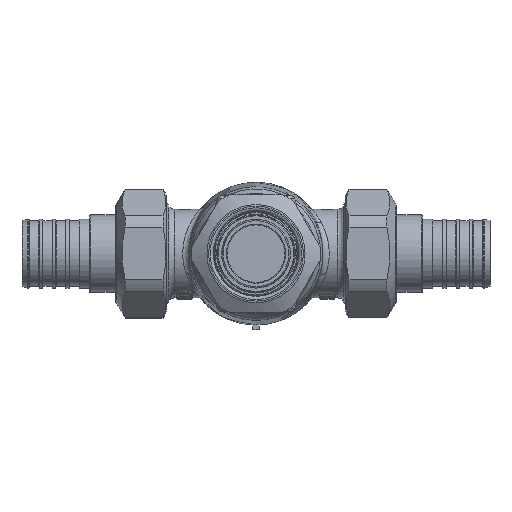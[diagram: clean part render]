
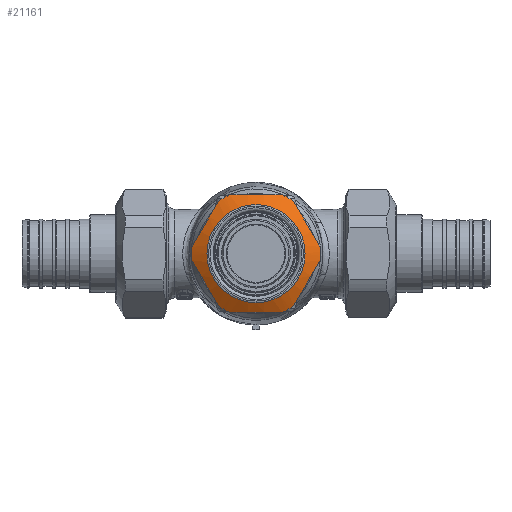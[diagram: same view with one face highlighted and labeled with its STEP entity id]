
A CAD part, front view. The second image highlights one B-rep face of the part: STEP entity #21161.
In plain terms, the highlighted conical face has half-angle 60 degrees and reference radius 17.78 mm.
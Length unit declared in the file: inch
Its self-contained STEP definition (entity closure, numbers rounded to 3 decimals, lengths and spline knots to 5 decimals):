
#37=(
BOUNDED_CURVE()
B_SPLINE_CURVE(2,(#75739,#75740,#75741),.UNSPECIFIED.,.F.,.F.)
B_SPLINE_CURVE_WITH_KNOTS((3,3),(0.,1.67512),.UNSPECIFIED.)
CURVE()
GEOMETRIC_REPRESENTATION_ITEM()
RATIONAL_B_SPLINE_CURVE((1.,1.096,1.))
REPRESENTATION_ITEM('')
);
#38=(
BOUNDED_CURVE()
B_SPLINE_CURVE(2,(#75745,#75746,#75747),.UNSPECIFIED.,.F.,.F.)
B_SPLINE_CURVE_WITH_KNOTS((3,3),(0.,1.67512),.UNSPECIFIED.)
CURVE()
GEOMETRIC_REPRESENTATION_ITEM()
RATIONAL_B_SPLINE_CURVE((1.,1.096,1.))
REPRESENTATION_ITEM('')
);
#39=(
BOUNDED_CURVE()
B_SPLINE_CURVE(2,(#75751,#75752,#75753),.UNSPECIFIED.,.F.,.F.)
B_SPLINE_CURVE_WITH_KNOTS((3,3),(0.,1.67512),.UNSPECIFIED.)
CURVE()
GEOMETRIC_REPRESENTATION_ITEM()
RATIONAL_B_SPLINE_CURVE((1.,1.096,1.))
REPRESENTATION_ITEM('')
);
#40=(
BOUNDED_CURVE()
B_SPLINE_CURVE(2,(#75757,#75758,#75759),.UNSPECIFIED.,.F.,.F.)
B_SPLINE_CURVE_WITH_KNOTS((3,3),(0.,1.67512),.UNSPECIFIED.)
CURVE()
GEOMETRIC_REPRESENTATION_ITEM()
RATIONAL_B_SPLINE_CURVE((1.,1.096,1.))
REPRESENTATION_ITEM('')
);
#41=(
BOUNDED_CURVE()
B_SPLINE_CURVE(2,(#75763,#75764,#75765),.UNSPECIFIED.,.F.,.F.)
B_SPLINE_CURVE_WITH_KNOTS((3,3),(0.,1.67512),.UNSPECIFIED.)
CURVE()
GEOMETRIC_REPRESENTATION_ITEM()
RATIONAL_B_SPLINE_CURVE((1.,1.096,1.))
REPRESENTATION_ITEM('')
);
#42=(
BOUNDED_CURVE()
B_SPLINE_CURVE(2,(#75769,#75770,#75771),.UNSPECIFIED.,.F.,.F.)
B_SPLINE_CURVE_WITH_KNOTS((3,3),(0.,1.67512),.UNSPECIFIED.)
CURVE()
GEOMETRIC_REPRESENTATION_ITEM()
RATIONAL_B_SPLINE_CURVE((1.,1.096,1.))
REPRESENTATION_ITEM('')
);
#1050=CONICAL_SURFACE('',#23269,0.7,1.047);
#2484=FACE_OUTER_BOUND('',#3862,.T.);
#3862=EDGE_LOOP('',(#17618,#17619,#17620,#17621,#17622,#17623,#17624,#17625,
#17626,#17627,#17628,#17629,#17630,#17631,#17632,#17633));
#5084=CIRCLE('',#23266,0.60928);
#5086=CIRCLE('',#23270,0.8);
#5087=CIRCLE('',#23271,0.8);
#5088=CIRCLE('',#23272,0.8);
#5089=CIRCLE('',#23273,0.8);
#5090=CIRCLE('',#23274,0.8);
#5091=CIRCLE('',#23275,0.8);
#5092=CIRCLE('',#23276,0.8);
#6076=LINE('',#75735,#6923);
#6923=VECTOR('',#28272,0.7);
#9125=VERTEX_POINT('',#75727);
#9127=VERTEX_POINT('',#75734);
#9128=VERTEX_POINT('',#75736);
#9129=VERTEX_POINT('',#75738);
#9130=VERTEX_POINT('',#75742);
#9131=VERTEX_POINT('',#75744);
#9132=VERTEX_POINT('',#75748);
#9133=VERTEX_POINT('',#75750);
#9134=VERTEX_POINT('',#75754);
#9135=VERTEX_POINT('',#75756);
#9136=VERTEX_POINT('',#75760);
#9137=VERTEX_POINT('',#75762);
#9138=VERTEX_POINT('',#75766);
#9139=VERTEX_POINT('',#75768);
#11983=EDGE_CURVE('',#9125,#9125,#5084,.T.);
#11985=EDGE_CURVE('',#9125,#9127,#6076,.T.);
#11986=EDGE_CURVE('',#9128,#9127,#5086,.T.);
#11987=EDGE_CURVE('',#9129,#9128,#37,.T.);
#11988=EDGE_CURVE('',#9130,#9129,#5087,.T.);
#11989=EDGE_CURVE('',#9131,#9130,#38,.T.);
#11990=EDGE_CURVE('',#9132,#9131,#5088,.T.);
#11991=EDGE_CURVE('',#9133,#9132,#39,.T.);
#11992=EDGE_CURVE('',#9134,#9133,#5089,.T.);
#11993=EDGE_CURVE('',#9135,#9134,#40,.T.);
#11994=EDGE_CURVE('',#9136,#9135,#5090,.T.);
#11995=EDGE_CURVE('',#9137,#9136,#41,.T.);
#11996=EDGE_CURVE('',#9138,#9137,#5091,.T.);
#11997=EDGE_CURVE('',#9139,#9138,#42,.T.);
#11998=EDGE_CURVE('',#9127,#9139,#5092,.T.);
#17618=ORIENTED_EDGE('',*,*,#11983,.F.);
#17619=ORIENTED_EDGE('',*,*,#11985,.T.);
#17620=ORIENTED_EDGE('',*,*,#11986,.F.);
#17621=ORIENTED_EDGE('',*,*,#11987,.F.);
#17622=ORIENTED_EDGE('',*,*,#11988,.F.);
#17623=ORIENTED_EDGE('',*,*,#11989,.F.);
#17624=ORIENTED_EDGE('',*,*,#11990,.F.);
#17625=ORIENTED_EDGE('',*,*,#11991,.F.);
#17626=ORIENTED_EDGE('',*,*,#11992,.F.);
#17627=ORIENTED_EDGE('',*,*,#11993,.F.);
#17628=ORIENTED_EDGE('',*,*,#11994,.F.);
#17629=ORIENTED_EDGE('',*,*,#11995,.F.);
#17630=ORIENTED_EDGE('',*,*,#11996,.F.);
#17631=ORIENTED_EDGE('',*,*,#11997,.F.);
#17632=ORIENTED_EDGE('',*,*,#11998,.F.);
#17633=ORIENTED_EDGE('',*,*,#11985,.F.);
#21161=ADVANCED_FACE('',(#2484),#1050,.T.);
#23266=AXIS2_PLACEMENT_3D('',#75729,#28264,#28265);
#23269=AXIS2_PLACEMENT_3D('',#75733,#28270,#28271);
#23270=AXIS2_PLACEMENT_3D('',#75737,#28273,#28274);
#23271=AXIS2_PLACEMENT_3D('',#75743,#28275,#28276);
#23272=AXIS2_PLACEMENT_3D('',#75749,#28277,#28278);
#23273=AXIS2_PLACEMENT_3D('',#75755,#28279,#28280);
#23274=AXIS2_PLACEMENT_3D('',#75761,#28281,#28282);
#23275=AXIS2_PLACEMENT_3D('',#75767,#28283,#28284);
#23276=AXIS2_PLACEMENT_3D('',#75772,#28285,#28286);
#28264=DIRECTION('center_axis',(0.,-1.,0.));
#28265=DIRECTION('ref_axis',(-1.,0.,0.));
#28270=DIRECTION('center_axis',(0.,1.,0.));
#28271=DIRECTION('ref_axis',(1.,0.,0.));
#28272=DIRECTION('',(-0.866,0.5,0.));
#28273=DIRECTION('center_axis',(0.,1.,0.));
#28274=DIRECTION('ref_axis',(-1.,0.,0.));
#28275=DIRECTION('center_axis',(0.,1.,0.));
#28276=DIRECTION('ref_axis',(-1.,0.,0.));
#28277=DIRECTION('center_axis',(0.,1.,0.));
#28278=DIRECTION('ref_axis',(-1.,0.,0.));
#28279=DIRECTION('center_axis',(0.,1.,0.));
#28280=DIRECTION('ref_axis',(-1.,0.,0.));
#28281=DIRECTION('center_axis',(0.,1.,0.));
#28282=DIRECTION('ref_axis',(-1.,0.,0.));
#28283=DIRECTION('center_axis',(0.,1.,0.));
#28284=DIRECTION('ref_axis',(-1.,0.,0.));
#28285=DIRECTION('center_axis',(0.,1.,0.));
#28286=DIRECTION('ref_axis',(-1.,0.,0.));
#75727=CARTESIAN_POINT('',(-0.60928,-2.50437,0.));
#75729=CARTESIAN_POINT('Origin',(0.,-2.50437,
0.));
#75733=CARTESIAN_POINT('Origin',(0.,-2.45199,
0.));
#75734=CARTESIAN_POINT('',(-0.8,-2.39425,0.));
#75735=CARTESIAN_POINT('',(-0.7,-2.45199,0.));
#75736=CARTESIAN_POINT('',(-0.79583,-2.39425,-0.08158));
#75737=CARTESIAN_POINT('Origin',(0.,-2.39425,
0.));
#75738=CARTESIAN_POINT('',(-0.46857,-2.39425,-0.64842));
#75739=CARTESIAN_POINT('Ctrl Pts',(-0.46857,-2.39425,
-0.64842));
#75740=CARTESIAN_POINT('Ctrl Pts',(-0.6322,-2.47155,
-0.365));
#75741=CARTESIAN_POINT('Ctrl Pts',(-0.79583,-2.39425,
-0.08158));
#75742=CARTESIAN_POINT('',(-0.32726,-2.39425,-0.73));
#75743=CARTESIAN_POINT('Origin',(0.,-2.39425,
0.));
#75744=CARTESIAN_POINT('',(0.32726,-2.39425,-0.73));
#75745=CARTESIAN_POINT('Ctrl Pts',(0.32726,-2.39425,
-0.73));
#75746=CARTESIAN_POINT('Ctrl Pts',(0.,-2.47155,
-0.73));
#75747=CARTESIAN_POINT('Ctrl Pts',(-0.32726,-2.39425,
-0.73));
#75748=CARTESIAN_POINT('',(0.46857,-2.39425,-0.64842));
#75749=CARTESIAN_POINT('Origin',(0.,-2.39425,
0.));
#75750=CARTESIAN_POINT('',(0.79583,-2.39425,-0.08158));
#75751=CARTESIAN_POINT('Ctrl Pts',(0.79583,-2.39425,
-0.08158));
#75752=CARTESIAN_POINT('Ctrl Pts',(0.6322,-2.47155,
-0.365));
#75753=CARTESIAN_POINT('Ctrl Pts',(0.46857,-2.39425,
-0.64842));
#75754=CARTESIAN_POINT('',(0.79583,-2.39425,0.08158));
#75755=CARTESIAN_POINT('Origin',(0.,-2.39425,
0.));
#75756=CARTESIAN_POINT('',(0.46857,-2.39425,0.64842));
#75757=CARTESIAN_POINT('Ctrl Pts',(0.46857,-2.39425,
0.64842));
#75758=CARTESIAN_POINT('Ctrl Pts',(0.6322,-2.47155,0.365));
#75759=CARTESIAN_POINT('Ctrl Pts',(0.79583,-2.39425,
0.08158));
#75760=CARTESIAN_POINT('',(0.32726,-2.39425,0.73));
#75761=CARTESIAN_POINT('Origin',(0.,-2.39425,
0.));
#75762=CARTESIAN_POINT('',(-0.32726,-2.39425,0.73));
#75763=CARTESIAN_POINT('Ctrl Pts',(-0.32726,-2.39425,
0.73));
#75764=CARTESIAN_POINT('Ctrl Pts',(0.,-2.47155,
0.73));
#75765=CARTESIAN_POINT('Ctrl Pts',(0.32726,-2.39425,
0.73));
#75766=CARTESIAN_POINT('',(-0.46857,-2.39425,0.64842));
#75767=CARTESIAN_POINT('Origin',(0.,-2.39425,
0.));
#75768=CARTESIAN_POINT('',(-0.79583,-2.39425,0.08158));
#75769=CARTESIAN_POINT('Ctrl Pts',(-0.79583,-2.39425,
0.08158));
#75770=CARTESIAN_POINT('Ctrl Pts',(-0.6322,-2.47155,
0.365));
#75771=CARTESIAN_POINT('Ctrl Pts',(-0.46857,-2.39425,
0.64842));
#75772=CARTESIAN_POINT('Origin',(0.,-2.39425,
0.));
